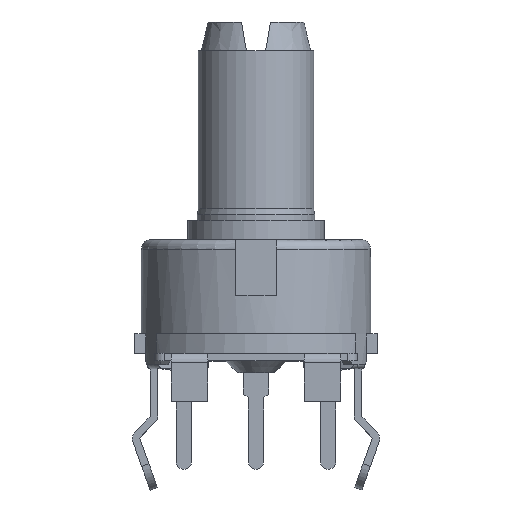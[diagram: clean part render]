
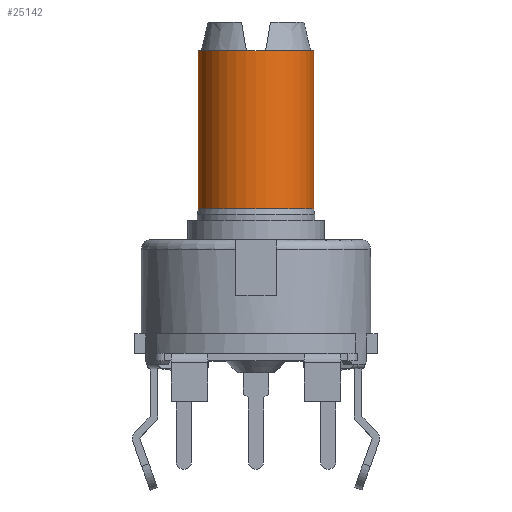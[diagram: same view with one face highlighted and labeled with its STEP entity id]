
A CAD part, top view. The second image highlights one B-rep face of the part: STEP entity #25142.
In plain terms, the highlighted cylindrical face has radius 3 mm (diameter 6 mm), a partial arc.
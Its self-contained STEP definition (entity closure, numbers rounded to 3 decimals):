
#9437=CARTESIAN_POINT('',(0.,0.6,0.));
#9438=DIRECTION('',(0.,1.,0.));
#9439=DIRECTION('',(-1.,0.,0.));
#9440=AXIS2_PLACEMENT_3D('',#9437,#9438,#9439);
#9447=DIRECTION('',(0.,1.,0.));
#9448=VECTOR('',#9447,8.2);
#9449=CARTESIAN_POINT('',(-3.,0.6,0.));
#9450=LINE('',#9449,#9448);
#9460=CARTESIAN_POINT('',(0.,8.8,0.));
#9461=DIRECTION('',(0.,-1.,0.));
#9462=DIRECTION('',(1.,0.,0.));
#9463=AXIS2_PLACEMENT_3D('',#9460,#9461,#9462);
#9492=DIRECTION('',(0.,1.,0.));
#9493=VECTOR('',#9492,8.2);
#9494=CARTESIAN_POINT('',(3.,0.6,0.));
#9495=LINE('',#9494,#9493);
#12218=CARTESIAN_POINT('',(-3.,0.6,0.));
#12219=VERTEX_POINT('',#12218);
#12220=CARTESIAN_POINT('',(3.,0.6,0.));
#12221=VERTEX_POINT('',#12220);
#12222=CARTESIAN_POINT('',(3.,8.8,0.));
#12223=CARTESIAN_POINT('',(-3.,8.8,0.));
#12224=VERTEX_POINT('',#12222);
#12225=VERTEX_POINT('',#12223);
#25128=CARTESIAN_POINT('',(0.,-8.653,0.));
#25129=DIRECTION('',(0.,1.,0.));
#25130=DIRECTION('',(1.,0.,0.));
#25131=AXIS2_PLACEMENT_3D('',#25128,#25129,#25130);
#25132=CYLINDRICAL_SURFACE('',#25131,3.);
#25134=ORIENTED_EDGE('',*,*,#25133,.F.);
#25136=ORIENTED_EDGE('',*,*,#25135,.F.);
#25137=ORIENTED_EDGE('',*,*,#25121,.F.);
#25139=ORIENTED_EDGE('',*,*,#25138,.T.);
#25140=EDGE_LOOP('',(#25134,#25136,#25137,#25139));
#25141=FACE_OUTER_BOUND('',#25140,.F.);
#25142=ADVANCED_FACE('',(#25141),#25132,.T.);
#9441=CIRCLE('',#9440,3.);
#9464=CIRCLE('',#9463,3.);
#25121=EDGE_CURVE('',#12219,#12221,#9441,.T.);
#25133=EDGE_CURVE('',#12224,#12225,#9464,.T.);
#25135=EDGE_CURVE('',#12221,#12224,#9495,.T.);
#25138=EDGE_CURVE('',#12219,#12225,#9450,.T.);
